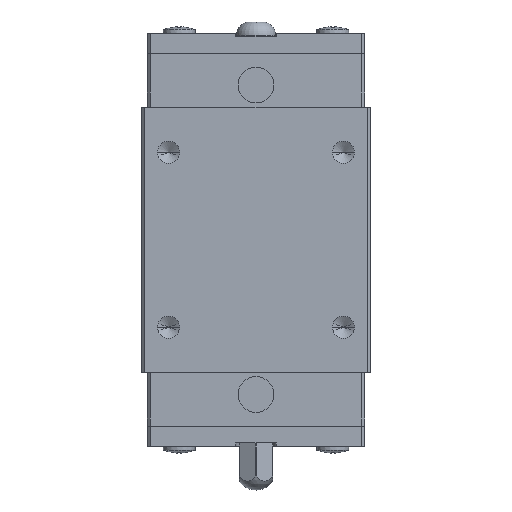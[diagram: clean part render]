
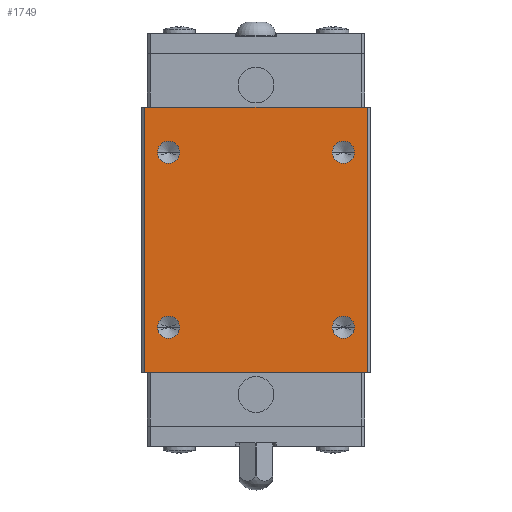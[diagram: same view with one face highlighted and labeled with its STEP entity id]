
A CAD part, top view. The second image highlights one B-rep face of the part: STEP entity #1749.
In plain terms, the highlighted planar face has unit normal (0, 0, 1).
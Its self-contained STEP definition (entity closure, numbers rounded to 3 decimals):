
#1749=ADVANCED_FACE('',(#3557,#3558,#3559,#3560,#3561),#3562,.T.);
#3557=FACE_BOUND('',#5401,.T.);
#3558=FACE_BOUND('',#5402,.T.);
#3559=FACE_OUTER_BOUND('',#5403,.T.);
#3560=FACE_BOUND('',#5404,.T.);
#3561=FACE_BOUND('',#5405,.T.);
#3562=PLANE('',#5406);
#5401=EDGE_LOOP('',(#10869,#10870));
#5402=EDGE_LOOP('',(#10871,#10872));
#5403=EDGE_LOOP('',(#10873,#10874,#10875,#10876));
#5404=EDGE_LOOP('',(#10877,#10878));
#5405=EDGE_LOOP('',(#10879,#10880));
#5406=AXIS2_PLACEMENT_3D('',#10881,#10882,#10883);
#10869=ORIENTED_EDGE('',*,*,#13248,.T.);
#10870=ORIENTED_EDGE('',*,*,#11139,.T.);
#10871=ORIENTED_EDGE('',*,*,#13252,.T.);
#10872=ORIENTED_EDGE('',*,*,#11131,.T.);
#10873=ORIENTED_EDGE('',*,*,#13211,.F.);
#10874=ORIENTED_EDGE('',*,*,#13254,.T.);
#10875=ORIENTED_EDGE('',*,*,#13224,.T.);
#10876=ORIENTED_EDGE('',*,*,#13256,.F.);
#10877=ORIENTED_EDGE('',*,*,#13240,.T.);
#10878=ORIENTED_EDGE('',*,*,#11155,.T.);
#10879=ORIENTED_EDGE('',*,*,#13244,.T.);
#10880=ORIENTED_EDGE('',*,*,#11147,.T.);
#10881=CARTESIAN_POINT('',(0.0,50.401,28.0));
#10882=DIRECTION('',(0.0,0.0,1.0));
#10883=DIRECTION('',(-1.0,0.0,-0.0));
#11131=EDGE_CURVE('',#13346,#13343,#13347,.T.);
#11139=EDGE_CURVE('',#13359,#13356,#13360,.T.);
#11147=EDGE_CURVE('',#13372,#13369,#13373,.T.);
#11155=EDGE_CURVE('',#13385,#13382,#13386,.T.);
#13211=EDGE_CURVE('',#16444,#16446,#16447,.T.);
#13224=EDGE_CURVE('',#16468,#16466,#16469,.T.);
#13240=EDGE_CURVE('',#13382,#13385,#16489,.T.);
#13244=EDGE_CURVE('',#13369,#13372,#16493,.T.);
#13248=EDGE_CURVE('',#13356,#13359,#16497,.T.);
#13252=EDGE_CURVE('',#13343,#13346,#16501,.T.);
#13254=EDGE_CURVE('',#16444,#16468,#16503,.T.);
#13256=EDGE_CURVE('',#16446,#16466,#16505,.T.);
#13343=VERTEX_POINT('',#16624);
#13346=VERTEX_POINT('',#16628);
#13347=CIRCLE('',#16629,1.65);
#13356=VERTEX_POINT('',#16641);
#13359=VERTEX_POINT('',#16645);
#13360=CIRCLE('',#16646,1.65);
#13369=VERTEX_POINT('',#16658);
#13372=VERTEX_POINT('',#16662);
#13373=CIRCLE('',#16663,1.65);
#13382=VERTEX_POINT('',#16675);
#13385=VERTEX_POINT('',#16679);
#13386=CIRCLE('',#16680,1.65);
#16444=VERTEX_POINT('',#21440);
#16446=VERTEX_POINT('',#21443);
#16447=LINE('',#21444,#21445);
#16466=VERTEX_POINT('',#21473);
#16468=VERTEX_POINT('',#21476);
#16469=LINE('',#21477,#21478);
#16489=CIRCLE('',#21507,1.65);
#16493=CIRCLE('',#21511,1.65);
#16497=CIRCLE('',#21515,1.65);
#16501=CIRCLE('',#21519,1.65);
#16503=LINE('',#21521,#21522);
#16505=LINE('',#21524,#21525);
#16624=CARTESIAN_POINT('',(-11.35,17.701,28.0));
#16628=CARTESIAN_POINT('',(-14.65,17.701,28.0));
#16629=AXIS2_PLACEMENT_3D('',#21665,#21666,#21667);
#16641=CARTESIAN_POINT('',(-11.35,43.701,28.0));
#16645=CARTESIAN_POINT('',(-14.65,43.701,28.0));
#16646=AXIS2_PLACEMENT_3D('',#21675,#21676,#21677);
#16658=CARTESIAN_POINT('',(14.65,17.701,28.0));
#16662=CARTESIAN_POINT('',(11.35,17.701,28.0));
#16663=AXIS2_PLACEMENT_3D('',#21685,#21686,#21687);
#16675=CARTESIAN_POINT('',(14.65,43.701,28.0));
#16679=CARTESIAN_POINT('',(11.35,43.701,28.0));
#16680=AXIS2_PLACEMENT_3D('',#21695,#21696,#21697);
#21440=CARTESIAN_POINT('',(-16.5,50.401,28.0));
#21443=CARTESIAN_POINT('',(16.5,50.401,28.0));
#21444=CARTESIAN_POINT('',(-16.5,50.401,28.0));
#21445=VECTOR('',#23740,1.0);
#21473=CARTESIAN_POINT('',(16.5,11.001,28.0));
#21476=CARTESIAN_POINT('',(-16.5,11.001,28.0));
#21477=CARTESIAN_POINT('',(-16.5,11.001,28.0));
#21478=VECTOR('',#23751,1.0);
#21507=AXIS2_PLACEMENT_3D('',#23764,#23765,#23766);
#21511=AXIS2_PLACEMENT_3D('',#23770,#23771,#23772);
#21515=AXIS2_PLACEMENT_3D('',#23776,#23777,#23778);
#21519=AXIS2_PLACEMENT_3D('',#23782,#23783,#23784);
#21521=CARTESIAN_POINT('',(-16.5,50.401,28.0));
#21522=VECTOR('',#23785,1.0);
#21524=CARTESIAN_POINT('',(16.5,50.401,28.0));
#21525=VECTOR('',#23786,1.0);
#21665=CARTESIAN_POINT('',(-13.0,17.701,28.0));
#21666=DIRECTION('',(0.0,0.0,-1.0));
#21667=DIRECTION('',(1.0,0.0,0.0));
#21675=CARTESIAN_POINT('',(-13.0,43.701,28.0));
#21676=DIRECTION('',(0.0,0.0,-1.0));
#21677=DIRECTION('',(1.0,0.0,0.0));
#21685=CARTESIAN_POINT('',(13.0,17.701,28.0));
#21686=DIRECTION('',(0.0,0.0,-1.0));
#21687=DIRECTION('',(1.0,0.0,0.0));
#21695=CARTESIAN_POINT('',(13.0,43.701,28.0));
#21696=DIRECTION('',(0.0,0.0,-1.0));
#21697=DIRECTION('',(1.0,0.0,0.0));
#23740=DIRECTION('',(1.0,0.0,0.0));
#23751=DIRECTION('',(1.0,0.0,0.0));
#23764=CARTESIAN_POINT('',(13.0,43.701,28.0));
#23765=DIRECTION('',(0.0,0.0,-1.0));
#23766=DIRECTION('',(1.0,0.0,0.0));
#23770=CARTESIAN_POINT('',(13.0,17.701,28.0));
#23771=DIRECTION('',(0.0,0.0,-1.0));
#23772=DIRECTION('',(1.0,0.0,0.0));
#23776=CARTESIAN_POINT('',(-13.0,43.701,28.0));
#23777=DIRECTION('',(0.0,0.0,-1.0));
#23778=DIRECTION('',(1.0,0.0,0.0));
#23782=CARTESIAN_POINT('',(-13.0,17.701,28.0));
#23783=DIRECTION('',(0.0,0.0,-1.0));
#23784=DIRECTION('',(1.0,0.0,0.0));
#23785=DIRECTION('',(0.0,-1.0,0.0));
#23786=DIRECTION('',(0.0,-1.0,0.0));
